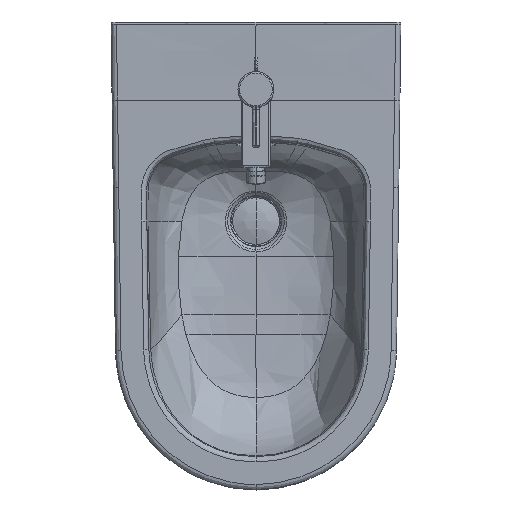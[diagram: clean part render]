
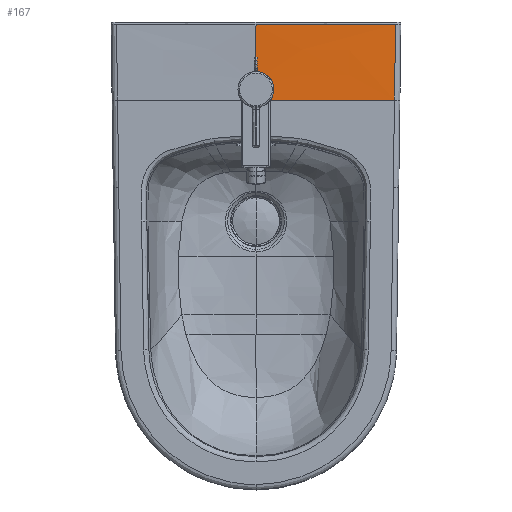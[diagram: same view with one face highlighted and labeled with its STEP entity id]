
A CAD part, top view. The second image highlights one B-rep face of the part: STEP entity #167.
In plain terms, the highlighted free-form (B-spline) face has degree [3, 3] with [4, 4] control points.
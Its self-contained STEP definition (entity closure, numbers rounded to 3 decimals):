
#167=ADVANCED_FACE('',(#646),#7427,.T.);
#646=FACE_OUTER_BOUND('',#1130,.T.);
#1130=EDGE_LOOP('',(#2034,#2035,#2036,#2037,#2038,#2039));
#2034=ORIENTED_EDGE('',*,*,#4228,.T.);
#2035=ORIENTED_EDGE('',*,*,#4220,.T.);
#2036=ORIENTED_EDGE('',*,*,#4221,.T.);
#2037=ORIENTED_EDGE('',*,*,#4222,.F.);
#2038=ORIENTED_EDGE('',*,*,#4032,.T.);
#2039=ORIENTED_EDGE('',*,*,#4223,.T.);
#4032=EDGE_CURVE('',#6416,#6434,#5533,.T.);
#4220=EDGE_CURVE('',#6581,#6580,#5710,.T.);
#4221=EDGE_CURVE('',#6580,#6417,#5711,.T.);
#4222=EDGE_CURVE('',#6416,#6417,#5712,.T.);
#4223=EDGE_CURVE('',#6434,#6433,#5713,.T.);
#4228=EDGE_CURVE('',#6433,#6581,#5718,.T.);
#5533=B_SPLINE_CURVE_WITH_KNOTS('',5,(#69702,#69703,#69704,#69705,#69706,
#69707,#69708,#69709,#69710,#69711,#69712,#69713,#69714,#69715,#69716,#69717,
#69718,#69719,#69720,#69721,#69722),.UNSPECIFIED.,.F.,.F.,(6,3,3,3,3,3,
6),(-194.607,-183.612,-161.593,-128.578,
-95.564,-79.057,-62.587),.UNSPECIFIED.);
#5710=B_SPLINE_CURVE_WITH_KNOTS('',3,(#71936,#71937,#71938,#71939),
 .UNSPECIFIED.,.F.,.F.,(4,4),(0.,12.383),.UNSPECIFIED.);
#5711=B_SPLINE_CURVE_WITH_KNOTS('',3,(#71940,#71941,#71942,#71943,#71944,
#71945,#71946,#71947),.UNSPECIFIED.,.F.,.F.,(4,2,2,4),(0.,11.696,
23.387,47.115),.UNSPECIFIED.);
#5712=B_SPLINE_CURVE_WITH_KNOTS('',3,(#71948,#71949,#71950,#71951),
 .UNSPECIFIED.,.F.,.F.,(4,4),(0.,165.617),.UNSPECIFIED.);
#5713=B_SPLINE_CURVE_WITH_KNOTS('',3,(#71952,#71953,#71954,#71955),
 .UNSPECIFIED.,.F.,.F.,(4,4),(114.938,367.415),
 .UNSPECIFIED.);
#5718=B_SPLINE_CURVE_WITH_KNOTS('',3,(#71976,#71977,#71978,#71979),
 .UNSPECIFIED.,.F.,.F.,(4,4),(-137.032,-43.051),
 .UNSPECIFIED.);
#6416=VERTEX_POINT('',#67860);
#6417=VERTEX_POINT('',#67861);
#6433=VERTEX_POINT('',#67877);
#6434=VERTEX_POINT('',#67878);
#6580=VERTEX_POINT('',#68024);
#6581=VERTEX_POINT('',#68025);
#7427=B_SPLINE_SURFACE_WITH_KNOTS('',3,3,((#21550,#21551,#21552,#21553),
(#21554,#21555,#21556,#21557),(#21558,#21559,#21560,#21561),(#21562,#21563,
#21564,#21565)),.UNSPECIFIED.,.F.,.F.,.F.,(4,4),(4,4),(0.,
185.33),(0.,100.024),.UNSPECIFIED.);
#21550=CARTESIAN_POINT('',(-0.358,199.853,131.117));
#21551=CARTESIAN_POINT('',(-0.358,233.193,131.117));
#21552=CARTESIAN_POINT('',(-0.358,266.526,131.784));
#21553=CARTESIAN_POINT('',(-0.358,299.853,133.117));
#21554=CARTESIAN_POINT('',(61.191,199.853,131.117));
#21555=CARTESIAN_POINT('',(61.342,233.192,131.117));
#21556=CARTESIAN_POINT('',(61.495,266.526,131.784));
#21557=CARTESIAN_POINT('',(61.647,299.853,133.117));
#21558=CARTESIAN_POINT('',(122.74,199.853,131.117));
#21559=CARTESIAN_POINT('',(123.04,233.189,131.117));
#21560=CARTESIAN_POINT('',(123.349,266.521,132.005));
#21561=CARTESIAN_POINT('',(123.651,299.853,132.451));
#21562=CARTESIAN_POINT('',(184.289,199.853,131.117));
#21563=CARTESIAN_POINT('',(184.74,233.186,131.117));
#21564=CARTESIAN_POINT('',(185.191,266.519,131.117));
#21565=CARTESIAN_POINT('',(185.642,299.853,131.117));
#67860=CARTESIAN_POINT('',(177.04,199.853,131.117));
#67861=CARTESIAN_POINT('',(11.423,199.853,131.117));
#67877=CARTESIAN_POINT('',(-0.358,296.728,132.994));
#67878=CARTESIAN_POINT('',(178.479,296.824,131.263));
#68024=CARTESIAN_POINT('',(8.032,228.151,131.278));
#68025=CARTESIAN_POINT('',(-0.358,230.293,131.303));
#69702=CARTESIAN_POINT('',(177.04,199.853,131.117));
#69703=CARTESIAN_POINT('',(177.061,201.452,131.117));
#69704=CARTESIAN_POINT('',(177.083,203.05,131.118));
#69705=CARTESIAN_POINT('',(177.104,204.652,131.118));
#69706=CARTESIAN_POINT('',(177.171,209.496,131.12));
#69707=CARTESIAN_POINT('',(177.238,214.341,131.123));
#69708=CARTESIAN_POINT('',(177.284,217.574,131.126));
#69709=CARTESIAN_POINT('',(177.4,225.655,131.134));
#69710=CARTESIAN_POINT('',(177.519,233.741,131.145));
#69711=CARTESIAN_POINT('',(177.591,238.592,131.153));
#69712=CARTESIAN_POINT('',(177.738,248.297,131.17));
#69713=CARTESIAN_POINT('',(177.886,258.006,131.189));
#69714=CARTESIAN_POINT('',(177.96,262.861,131.199));
#69715=CARTESIAN_POINT('',(178.072,270.145,131.213));
#69716=CARTESIAN_POINT('',(178.184,277.429,131.228));
#69717=CARTESIAN_POINT('',(178.221,279.859,131.232));
#69718=CARTESIAN_POINT('',(178.295,284.707,131.242));
#69719=CARTESIAN_POINT('',(178.369,289.562,131.25));
#69720=CARTESIAN_POINT('',(178.406,291.974,131.255));
#69721=CARTESIAN_POINT('',(178.443,294.413,131.259));
#69722=CARTESIAN_POINT('',(178.479,296.824,131.263));
#71936=CARTESIAN_POINT('',(-0.358,230.293,131.303));
#71937=CARTESIAN_POINT('',(2.574,230.293,131.303));
#71938=CARTESIAN_POINT('',(5.459,229.556,131.294));
#71939=CARTESIAN_POINT('',(8.032,228.151,131.278));
#71940=CARTESIAN_POINT('',(8.032,228.151,131.278));
#71941=CARTESIAN_POINT('',(10.478,226.814,131.263));
#71942=CARTESIAN_POINT('',(12.569,224.913,131.242));
#71943=CARTESIAN_POINT('',(15.695,220.297,131.2));
#71944=CARTESIAN_POINT('',(16.685,217.648,131.179));
#71945=CARTESIAN_POINT('',(17.692,209.256,131.129));
#71946=CARTESIAN_POINT('',(15.604,203.659,131.117));
#71947=CARTESIAN_POINT('',(11.423,199.853,131.117));
#71948=CARTESIAN_POINT('',(177.04,199.853,131.117));
#71949=CARTESIAN_POINT('',(121.834,199.853,131.117));
#71950=CARTESIAN_POINT('',(66.628,199.853,131.117));
#71951=CARTESIAN_POINT('',(11.423,199.853,131.117));
#71952=CARTESIAN_POINT('',(178.479,296.824,131.263));
#71953=CARTESIAN_POINT('',(118.875,296.791,132.453));
#71954=CARTESIAN_POINT('',(59.258,296.728,132.994));
#71955=CARTESIAN_POINT('',(-0.358,296.728,132.994));
#71976=CARTESIAN_POINT('',(-0.358,296.728,132.994));
#71977=CARTESIAN_POINT('',(-0.358,274.586,132.136));
#71978=CARTESIAN_POINT('',(-0.358,252.441,131.572));
#71979=CARTESIAN_POINT('',(-0.358,230.293,131.303));
